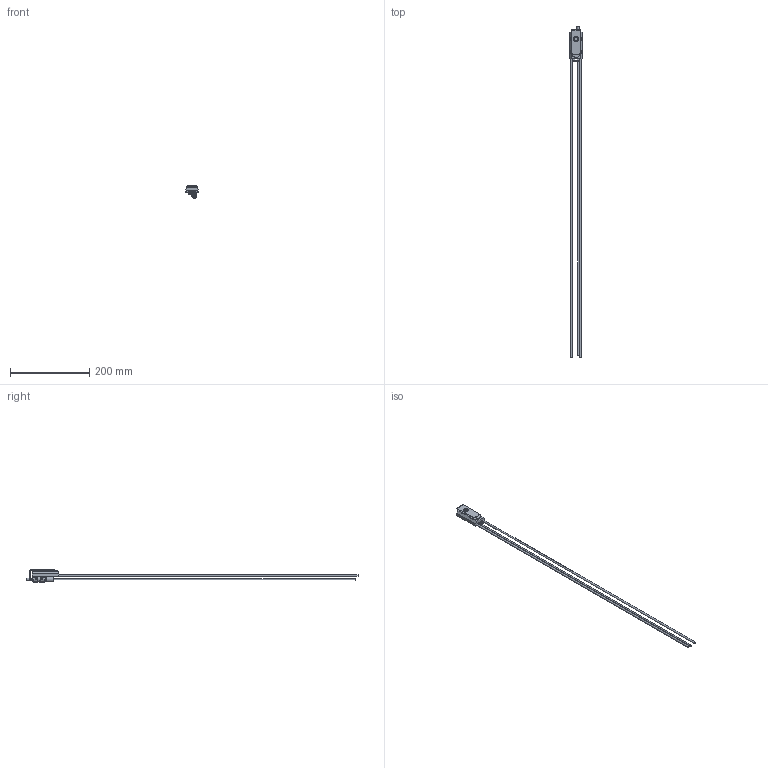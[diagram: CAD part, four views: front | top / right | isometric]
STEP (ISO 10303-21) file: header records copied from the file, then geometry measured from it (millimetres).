
FILE_DESCRIPTION(/* description */ ('Easy Rate Dual Standard Sensor (ERD-A0E100)'),/* implementation_level */ '2;1');
FILE_NAME(/* name */ 'ERD-A0E100 - Easy Rate Dual Standard Sensor (Outline Model rev.A).stp',/* time_stamp */ '2019-05-21T15:38:59-04:00',/* author */ ('Joel Plasencia'),/* organization */ ('INFICON'),/* preprocessor_version */ 'ST-DEVELOPER v16',/* originating_system */ 'SIEMENS PLM Software NX 10.0',/* authorisation */ 'Copyright© 2019 INFICON - ALL RIGHTS RESERVED');
FILE_SCHEMA (('AUTOMOTIVE_DESIGN { 1 0 10303 214 3 1 1 1 }'));
Length unit declared in the file: inch
Products named in the file (1): ERD-A0E100_A
Bounding box: 32.51 x 838.4 x 30.98 mm (x, y, z)
Volume: 51776.7 mm3; surface area: 69212.3 mm2
Topology: 5 solids, 10 shells, 276 faces, 683 edges, 428 vertices
Faces by surface type: plane 134, cylinder 83, cone 51, torus 8
Full cylindrical faces by diameter (mm): 1.194 x2, 1.199 x4, 1.778 x1, 2.261 x8, 2.362 x1, 2.54 x1, 2.845 x2, 2.921 x2, 3.15 x1, 3.175 x1, 3.746 x2, 3.81 x2, 4.648 x2, 4.762 x2, 6.35 x1, 8.128 x2, 11.176 x5, 11.913 x1, 27.33 x2
Entity records: 8204 total; most frequent: CARTESIAN_POINT 1834, DIRECTION 1356, ORIENTED_EDGE 1144, EDGE_CURVE 572, AXIS2_PLACEMENT_3D 534, VERTEX_POINT 418, EDGE_LOOP 402, LINE 288
